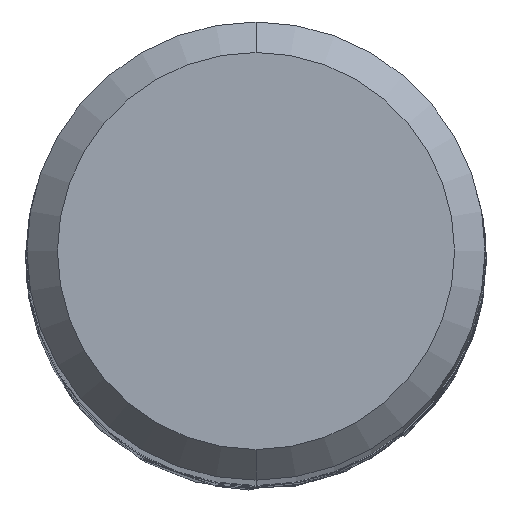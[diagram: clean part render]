
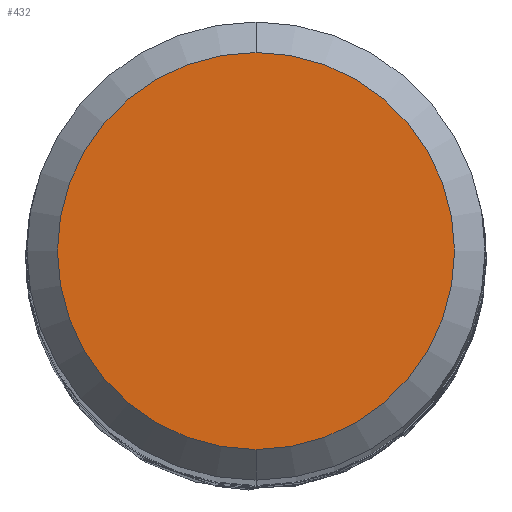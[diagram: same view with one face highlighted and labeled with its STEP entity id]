
A CAD part, top view. The second image highlights one B-rep face of the part: STEP entity #432.
In plain terms, the highlighted planar face has unit normal (0, 0, 1).
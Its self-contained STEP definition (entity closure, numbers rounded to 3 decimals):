
#364=VERTEX_POINT('',#927);
#396=VERTEX_POINT('',#963);
#432=ADVANCED_FACE('',(#1003),#1004,.T.);
#468=EDGE_CURVE('',#396,#364,#1044,.T.);
#498=EDGE_CURVE('',#364,#396,#1075,.T.);
#927=CARTESIAN_POINT('',(0.0,2.6,0.0));
#963=CARTESIAN_POINT('',(0.,-2.6,0.0));
#1003=FACE_OUTER_BOUND('',#2380,.T.);
#1004=PLANE('',#2381);
#1044=CIRCLE('',#2482,2.6);
#1075=CIRCLE('',#2615,2.6);
#2380=EDGE_LOOP('',(#5156,#5157));
#2381=AXIS2_PLACEMENT_3D('',#5158,#5159,#5160);
#2482=AXIS2_PLACEMENT_3D('',#5206,#5207,#5208);
#2615=AXIS2_PLACEMENT_3D('',#5221,#5222,#5223);
#5156=ORIENTED_EDGE('',*,*,#498,.F.);
#5157=ORIENTED_EDGE('',*,*,#468,.F.);
#5158=CARTESIAN_POINT('',(0.0,1.3,0.0));
#5159=DIRECTION('',(-0.0,0.0,1.0));
#5160=DIRECTION('',(0.0,-1.0,0.0));
#5206=CARTESIAN_POINT('',(0.0,0.0,0.0));
#5207=DIRECTION('',(0.0,0.0,-1.0));
#5208=DIRECTION('',(0.0,1.0,0.0));
#5221=CARTESIAN_POINT('',(0.0,0.0,0.0));
#5222=DIRECTION('',(0.0,0.0,-1.0));
#5223=DIRECTION('',(0.0,1.0,0.0));
